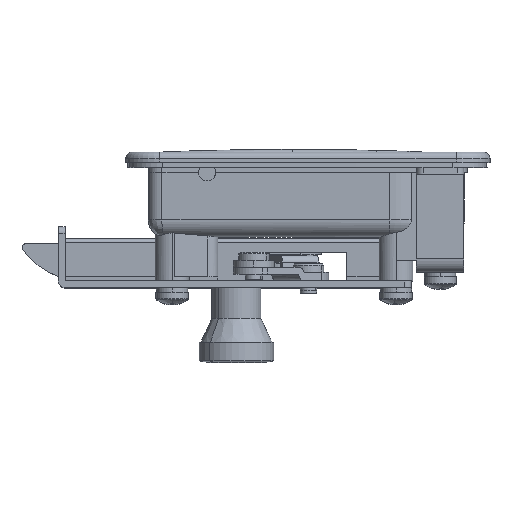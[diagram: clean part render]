
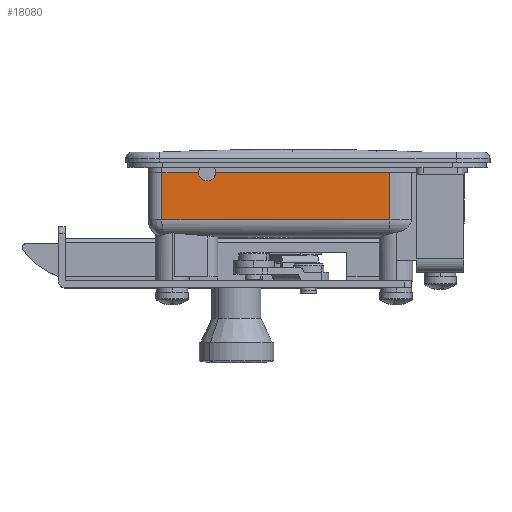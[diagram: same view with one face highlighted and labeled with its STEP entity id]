
A CAD part, top view. The second image highlights one B-rep face of the part: STEP entity #18080.
In plain terms, the highlighted planar face has unit normal (0, 0, 1).
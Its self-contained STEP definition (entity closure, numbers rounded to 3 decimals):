
#205 = DIRECTION ( 'NONE',  ( 0., 1., 0. ) ) ;
#252 = CARTESIAN_POINT ( 'NONE',  ( -43., -25., 31.8 ) ) ;
#310 = CARTESIAN_POINT ( 'NONE',  ( 24.2, -25., 31.8 ) ) ;
#324 = DIRECTION ( 'NONE',  ( 0., 1., 0. ) ) ;
#903 = CARTESIAN_POINT ( 'NONE',  ( -43., -6., 31.8 ) ) ;
#929 = DIRECTION ( 'NONE',  ( 1., 0., 0. ) ) ;
#1202 = VECTOR ( 'NONE', #929, 1000. ) ;
#2113 = EDGE_CURVE ( 'NONE', #2648, #5203, #6466, .T. ) ;
#2115 = EDGE_CURVE ( 'NONE', #2658, #5293, #6467, .T. ) ;
#2648 = VERTEX_POINT ( 'NONE', #4039 ) ;
#2658 = VERTEX_POINT ( 'NONE', #3867 ) ;
#2772 = ORIENTED_EDGE ( 'NONE', *, *, #19289, .F. ) ;
#2774 = ORIENTED_EDGE ( 'NONE', *, *, #3142, .F. ) ;
#2775 = ORIENTED_EDGE ( 'NONE', *, *, #2115, .F. ) ;
#3142 = EDGE_CURVE ( 'NONE', #5293, #5322, #6605, .T. ) ;
#3867 = CARTESIAN_POINT ( 'NONE',  ( -43., -20., 31.8 ) ) ;
#4039 = CARTESIAN_POINT ( 'NONE',  ( 24.2, -20., 31.8 ) ) ;
#4149 = CARTESIAN_POINT ( 'NONE',  ( 24.2, -6., 31.8 ) ) ;
#4350 = CARTESIAN_POINT ( 'NONE',  ( -43., -6., 31.8 ) ) ;
#4414 = CARTESIAN_POINT ( 'NONE',  ( -27.2, -6., 31.8 ) ) ;
#4459 = CARTESIAN_POINT ( 'NONE',  ( -32.2, -6., 31.8 ) ) ;
#5203 = VERTEX_POINT ( 'NONE', #4149 ) ;
#5293 = VERTEX_POINT ( 'NONE', #4350 ) ;
#5322 = VERTEX_POINT ( 'NONE', #4459 ) ;
#5331 = VERTEX_POINT ( 'NONE', #4414 ) ;
#5497 = EDGE_LOOP ( 'NONE', ( #2772, #2774, #2775, #6053, #6052, #6055 ) ) ;
#6052 = ORIENTED_EDGE ( 'NONE', *, *, #2113, .T. ) ;
#6053 = ORIENTED_EDGE ( 'NONE', *, *, #17237, .T. ) ;
#6055 = ORIENTED_EDGE ( 'NONE', *, *, #17209, .F. ) ;
#6466 = LINE ( 'NONE', #310, #7676 ) ;
#6467 = LINE ( 'NONE', #252, #7699 ) ;
#6605 = LINE ( 'NONE', #903, #1202 ) ;
#7156 = VECTOR ( 'NONE', #8695, 1000. ) ;
#7192 = VECTOR ( 'NONE', #8774, 1000. ) ;
#7676 = VECTOR ( 'NONE', #324, 1000. ) ;
#7699 = VECTOR ( 'NONE', #205, 1000. ) ;
#8319 = LINE ( 'NONE', #8694, #7156 ) ;
#8350 = LINE ( 'NONE', #8773, #7192 ) ;
#8694 = CARTESIAN_POINT ( 'NONE',  ( -43., -6., 31.8 ) ) ;
#8695 = DIRECTION ( 'NONE',  ( 1., 0., 0. ) ) ;
#8773 = CARTESIAN_POINT ( 'NONE',  ( 24.2, -20., 31.8 ) ) ;
#8774 = DIRECTION ( 'NONE',  ( 1., 0., 0. ) ) ;
#11511 = AXIS2_PLACEMENT_3D ( 'NONE', #14787, #14788, #14789 ) ;
#11611 = CIRCLE ( 'NONE', #11612, 2.5 ) ;
#11612 = AXIS2_PLACEMENT_3D ( 'NONE', #15020, #15021, #15022 ) ;
#13001 = FACE_OUTER_BOUND ( 'NONE', #5497, .T. ) ;
#14786 = PLANE ( 'NONE',  #11511 ) ;
#14787 = CARTESIAN_POINT ( 'NONE',  ( -43., -25., 31.8 ) ) ;
#14788 = DIRECTION ( 'NONE',  ( 0., 0., 1. ) ) ;
#14789 = DIRECTION ( 'NONE',  ( 1., 0., 0. ) ) ;
#15020 = CARTESIAN_POINT ( 'NONE',  ( -29.7, -6., 31.8 ) ) ;
#15021 = DIRECTION ( 'NONE',  ( 0., 0., 1. ) ) ;
#15022 = DIRECTION ( 'NONE',  ( 1., 0., 0. ) ) ;
#17209 = EDGE_CURVE ( 'NONE', #5331, #5203, #8319, .T. ) ;
#17237 = EDGE_CURVE ( 'NONE', #2658, #2648, #8350, .T. ) ;
#18080 = ADVANCED_FACE ( 'NONE', ( #13001 ), #14786, .T. ) ;
#19289 = EDGE_CURVE ( 'NONE', #5322, #5331, #11611, .T. ) ;
